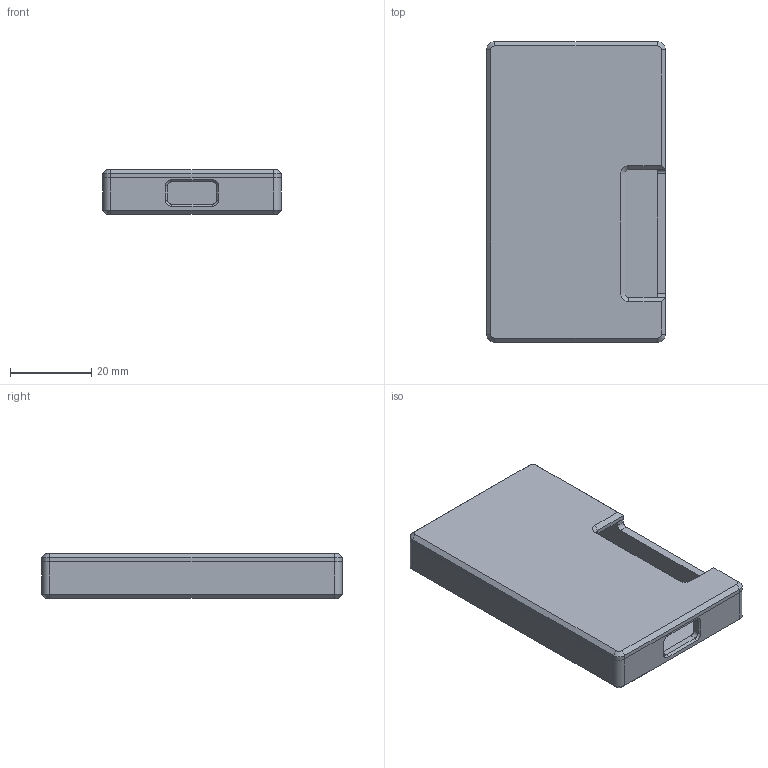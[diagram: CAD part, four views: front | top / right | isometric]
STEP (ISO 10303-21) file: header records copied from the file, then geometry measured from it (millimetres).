
FILE_DESCRIPTION(/* description */ (''),/* implementation_level */ '2;1');
FILE_NAME(/* name */ 'KiKard-Case.step',/* time_stamp */ '2025-07-25T10:32:33-07:00',/* author */ (''),/* organization */ (''),/* preprocessor_version */ 'ST-DEVELOPER v20.1',/* originating_system */ 'Autodesk Translation Framework v14.10.0.0',/* authorisation */ '');
FILE_SCHEMA (('AUTOMOTIVE_DESIGN { 1 0 10303 214 3 1 1 }'));
Length unit declared in the file: millimetre
Products named in the file (1): KiKard-main
Bounding box: 44 x 74 x 11 mm (x, y, z)
Volume: 15357.5 mm3; surface area: 16505.8 mm2
Topology: 2 solids, 2 shells, 150 faces, 362 edges, 228 vertices
Faces by surface type: plane 96, cylinder 38, cone 16
Full cylindrical faces by diameter (mm): 2 x2, 2.408 x4
Entity records: 4343 total; most frequent: DIRECTION 756, CARTESIAN_POINT 741, ORIENTED_EDGE 724, EDGE_CURVE 362, LINE 270, VECTOR 270, AXIS2_PLACEMENT_3D 243, VERTEX_POINT 228
